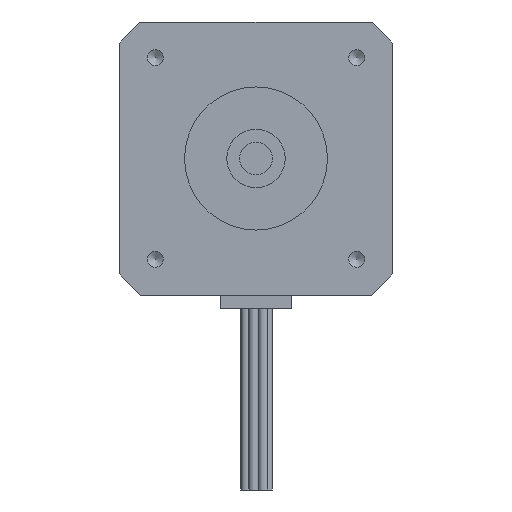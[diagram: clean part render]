
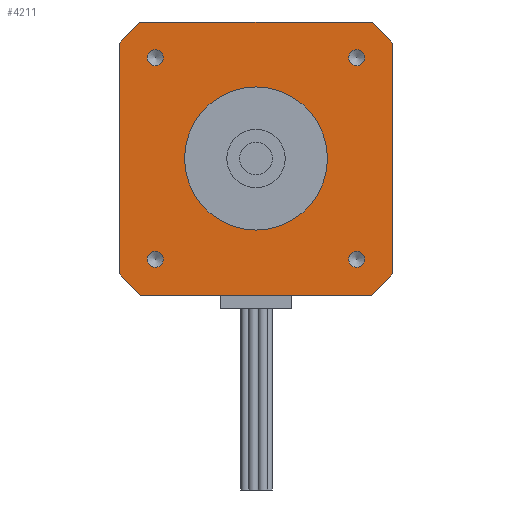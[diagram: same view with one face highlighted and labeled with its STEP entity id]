
A CAD part, front view. The second image highlights one B-rep face of the part: STEP entity #4211.
In plain terms, the highlighted planar face has unit normal (0, -1, 0).
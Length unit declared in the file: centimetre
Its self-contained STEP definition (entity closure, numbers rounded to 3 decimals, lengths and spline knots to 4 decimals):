
#237=PLANE('',#4572);
#406=LINE('',#6524,#628);
#411=LINE('',#6534,#633);
#421=LINE('',#6568,#643);
#423=LINE('',#6579,#645);
#628=VECTOR('',#5289,3.5511);
#633=VECTOR('',#5296,3.5511);
#643=VECTOR('',#5334,3.5511);
#645=VECTOR('',#5352,3.5511);
#815=FACE_BOUND('',#1249,.T.);
#816=FACE_BOUND('',#1250,.T.);
#817=FACE_BOUND('',#1251,.T.);
#818=FACE_BOUND('',#1252,.T.);
#819=FACE_BOUND('',#1253,.T.);
#945=FACE_OUTER_BOUND('',#1248,.T.);
#1248=EDGE_LOOP('',(#3013,#3014,#3015,#3016,#3017,#3018,#3019,#3020));
#1249=EDGE_LOOP('',(#3021));
#1250=EDGE_LOOP('',(#3022));
#1251=EDGE_LOOP('',(#3023));
#1252=EDGE_LOOP('',(#3024));
#1253=EDGE_LOOP('',(#3025));
#1523=CIRCLE('',#4515,0.123);
#1525=CIRCLE('',#4519,0.123);
#1527=CIRCLE('',#4523,0.123);
#1529=CIRCLE('',#4527,0.123);
#1546=CIRCLE('',#4558,1.1);
#1547=CIRCLE('',#4561,2.75);
#1548=CIRCLE('',#4564,2.75);
#1550=CIRCLE('',#4567,2.75);
#1551=CIRCLE('',#4569,2.75);
#1797=VERTEX_POINT('',#6447);
#1799=VERTEX_POINT('',#6453);
#1801=VERTEX_POINT('',#6459);
#1803=VERTEX_POINT('',#6465);
#1825=VERTEX_POINT('',#6521);
#1826=VERTEX_POINT('',#6523);
#1829=VERTEX_POINT('',#6531);
#1830=VERTEX_POINT('',#6533);
#1836=VERTEX_POINT('',#6554);
#1837=VERTEX_POINT('',#6558);
#1838=VERTEX_POINT('',#6559);
#1840=VERTEX_POINT('',#6566);
#1841=VERTEX_POINT('',#6575);
#2229=EDGE_CURVE('',#1797,#1797,#1523,.T.);
#2231=EDGE_CURVE('',#1799,#1799,#1525,.T.);
#2233=EDGE_CURVE('',#1801,#1801,#1527,.T.);
#2235=EDGE_CURVE('',#1803,#1803,#1529,.T.);
#2262=EDGE_CURVE('',#1825,#1826,#406,.T.);
#2267=EDGE_CURVE('',#1829,#1830,#411,.T.);
#2277=EDGE_CURVE('',#1836,#1836,#1546,.T.);
#2278=EDGE_CURVE('',#1837,#1838,#1547,.T.);
#2283=EDGE_CURVE('',#1840,#1837,#421,.T.);
#2284=EDGE_CURVE('',#1826,#1840,#1548,.T.);
#2286=EDGE_CURVE('',#1830,#1825,#1550,.T.);
#2287=EDGE_CURVE('',#1841,#1829,#1551,.T.);
#2289=EDGE_CURVE('',#1838,#1841,#423,.T.);
#3013=ORIENTED_EDGE('',*,*,#2289,.F.);
#3014=ORIENTED_EDGE('',*,*,#2278,.F.);
#3015=ORIENTED_EDGE('',*,*,#2283,.F.);
#3016=ORIENTED_EDGE('',*,*,#2284,.F.);
#3017=ORIENTED_EDGE('',*,*,#2262,.F.);
#3018=ORIENTED_EDGE('',*,*,#2286,.F.);
#3019=ORIENTED_EDGE('',*,*,#2267,.F.);
#3020=ORIENTED_EDGE('',*,*,#2287,.F.);
#3021=ORIENTED_EDGE('',*,*,#2229,.T.);
#3022=ORIENTED_EDGE('',*,*,#2231,.T.);
#3023=ORIENTED_EDGE('',*,*,#2233,.T.);
#3024=ORIENTED_EDGE('',*,*,#2235,.T.);
#3025=ORIENTED_EDGE('',*,*,#2277,.T.);
#4211=ADVANCED_FACE('',(#945,#815,#816,#817,#818,#819),#237,.F.);
#4515=AXIS2_PLACEMENT_3D('',#6448,#5209,#5210);
#4519=AXIS2_PLACEMENT_3D('',#6454,#5217,#5218);
#4523=AXIS2_PLACEMENT_3D('',#6460,#5225,#5226);
#4527=AXIS2_PLACEMENT_3D('',#6466,#5233,#5234);
#4558=AXIS2_PLACEMENT_3D('',#6555,#5320,#5321);
#4561=AXIS2_PLACEMENT_3D('',#6560,#5326,#5327);
#4564=AXIS2_PLACEMENT_3D('',#6570,#5337,#5338);
#4567=AXIS2_PLACEMENT_3D('',#6573,#5343,#5344);
#4569=AXIS2_PLACEMENT_3D('',#6576,#5347,#5348);
#4572=AXIS2_PLACEMENT_3D('',#6581,#5355,#5356);
#5209=DIRECTION('center_axis',(0.,1.,0.));
#5210=DIRECTION('ref_axis',(1.,0.,0.));
#5217=DIRECTION('center_axis',(0.,1.,0.));
#5218=DIRECTION('ref_axis',(1.,0.,0.));
#5225=DIRECTION('center_axis',(0.,1.,0.));
#5226=DIRECTION('ref_axis',(1.,0.,0.));
#5233=DIRECTION('center_axis',(0.,1.,0.));
#5234=DIRECTION('ref_axis',(1.,0.,0.));
#5289=DIRECTION('',(-1.,0.,0.));
#5296=DIRECTION('',(0.,0.,-1.));
#5320=DIRECTION('center_axis',(0.,1.,0.));
#5321=DIRECTION('ref_axis',(-1.,0.,0.));
#5326=DIRECTION('center_axis',(0.,1.,0.));
#5327=DIRECTION('ref_axis',(-0.764,0.,0.646));
#5334=DIRECTION('',(0.,0.,1.));
#5337=DIRECTION('center_axis',(0.,1.,0.));
#5338=DIRECTION('ref_axis',(-0.646,0.,-0.764));
#5343=DIRECTION('center_axis',(0.,1.,0.));
#5344=DIRECTION('ref_axis',(0.764,0.,-0.646));
#5347=DIRECTION('center_axis',(0.,1.,0.));
#5348=DIRECTION('ref_axis',(0.646,0.,0.764));
#5352=DIRECTION('',(1.,0.,0.));
#5355=DIRECTION('center_axis',(0.,1.,0.));
#5356=DIRECTION('ref_axis',(0.,0.,1.));
#6447=CARTESIAN_POINT('',(1.2577,-2.3374,-0.1022));
#6448=CARTESIAN_POINT('Origin',(1.1347,-2.3374,-0.1022));
#6453=CARTESIAN_POINT('',(-1.8423,-2.3374,2.9978));
#6454=CARTESIAN_POINT('Origin',(-1.9653,-2.3374,2.9978));
#6459=CARTESIAN_POINT('',(1.2577,-2.3374,2.9978));
#6460=CARTESIAN_POINT('Origin',(1.1347,-2.3374,2.9978));
#6465=CARTESIAN_POINT('',(-1.8423,-2.3374,-0.1022));
#6466=CARTESIAN_POINT('Origin',(-1.9653,-2.3374,-0.1022));
#6521=CARTESIAN_POINT('',(1.3603,-2.3374,-0.6522));
#6523=CARTESIAN_POINT('',(-2.1908,-2.3374,-0.6522));
#6524=CARTESIAN_POINT('',(1.3603,-2.3374,-0.6522));
#6531=CARTESIAN_POINT('',(1.6847,-2.3374,3.2233));
#6533=CARTESIAN_POINT('',(1.6847,-2.3374,-0.3277));
#6534=CARTESIAN_POINT('',(1.6847,-2.3374,3.2233));
#6554=CARTESIAN_POINT('',(0.6847,-2.3374,1.4478));
#6555=CARTESIAN_POINT('Origin',(-0.4153,-2.3374,1.4478));
#6558=CARTESIAN_POINT('',(-2.5153,-2.3374,3.2233));
#6559=CARTESIAN_POINT('',(-2.1908,-2.3374,3.5478));
#6560=CARTESIAN_POINT('Origin',(-0.4153,-2.3374,1.4478));
#6566=CARTESIAN_POINT('',(-2.5153,-2.3374,-0.3277));
#6568=CARTESIAN_POINT('',(-2.5153,-2.3374,-0.3277));
#6570=CARTESIAN_POINT('Origin',(-0.4153,-2.3374,1.4478));
#6573=CARTESIAN_POINT('Origin',(-0.4153,-2.3374,1.4478));
#6575=CARTESIAN_POINT('',(1.3603,-2.3374,3.5478));
#6576=CARTESIAN_POINT('Origin',(-0.4153,-2.3374,1.4478));
#6579=CARTESIAN_POINT('',(-2.1908,-2.3374,3.5478));
#6581=CARTESIAN_POINT('Origin',(-0.4153,-2.3374,1.4478));
